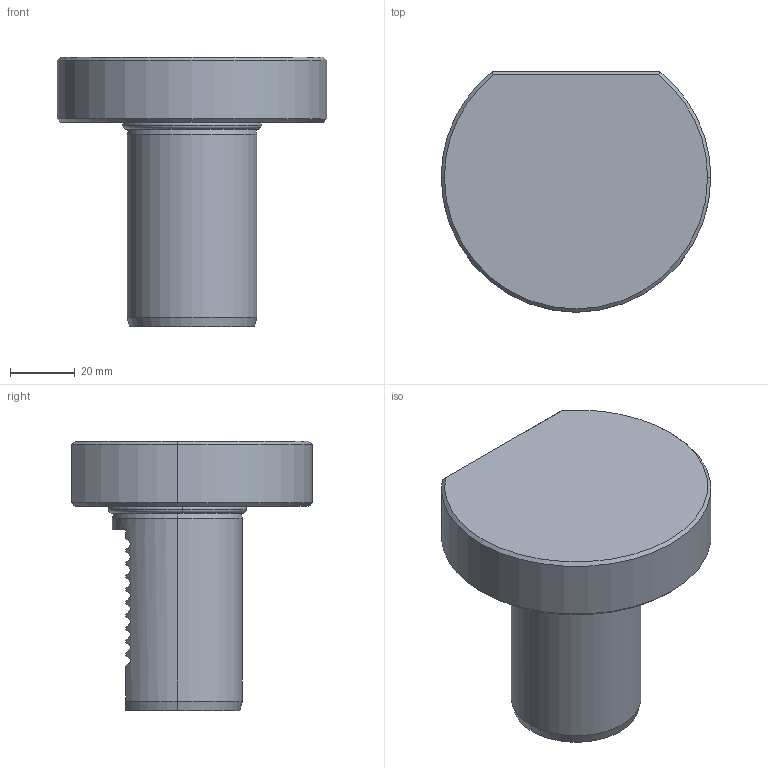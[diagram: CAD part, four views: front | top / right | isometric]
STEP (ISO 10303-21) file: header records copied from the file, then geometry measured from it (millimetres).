
FILE_DESCRIPTION (( 'STEP AP203' ), '1' );
FILE_NAME ('409.29.20.STEP', '2016-11-26T07:02:48', ( '' ), ( '' ), 'SwSTEP 2.0', 'SolidWorks 2012', '' );
FILE_SCHEMA (( 'CONFIG_CONTROL_DESIGN' ));
Length unit declared in the file: millimetre
Products named in the file (3): O型環38.7; 409.29.20; VDI40    Z2定位塊20
Assembly tree (2 placements, depth 2):
  409.29.20
    VDI40    Z2定位塊20
    O型環38.7
Bounding box: 83 x 74 x 83 mm (x, y, z)
Volume: 174983.1 mm3; surface area: 24587.5 mm2
Topology: 2 solids, 2 shells, 91 faces, 229 edges, 140 vertices
Faces by surface type: plane 39, cone 21, cylinder 21, torus 10
Entity records: 3115 total; most frequent: CARTESIAN_POINT 779, ORIENTED_EDGE 450, DIRECTION 412, EDGE_CURVE 225, AXIS2_PLACEMENT_3D 157, VERTEX_POINT 140, LINE 98, VECTOR 98
